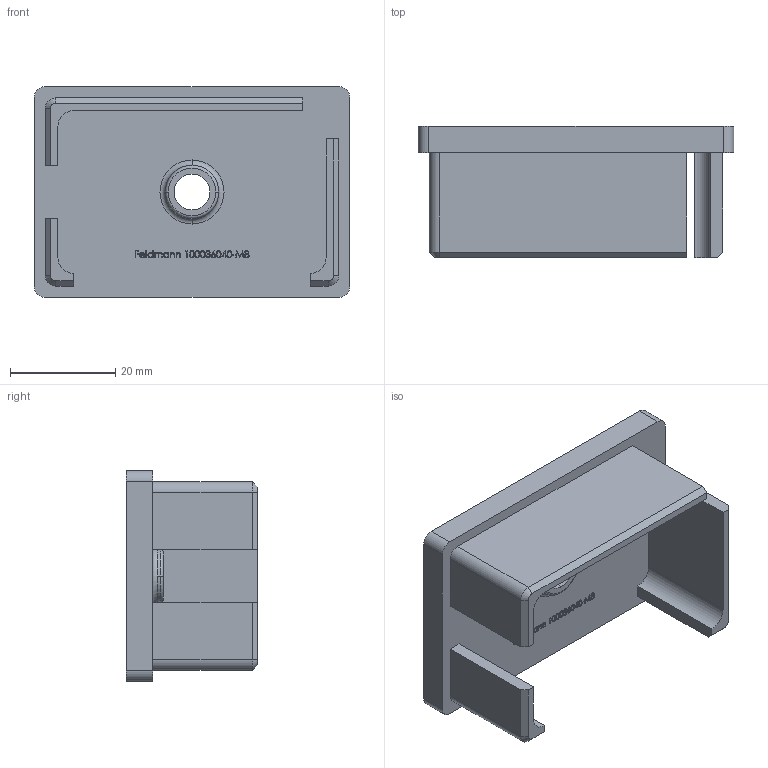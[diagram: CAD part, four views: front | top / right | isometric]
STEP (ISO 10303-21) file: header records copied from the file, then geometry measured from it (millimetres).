
FILE_DESCRIPTION (( 'STEP AP203' ), '1' );
FILE_NAME ('100036040-M8.step', '2018-12-19T09:25:05', ( '' ), ( '' ), 'SwSTEP 2.0', 'SolidWorks 2015', '' );
FILE_SCHEMA (( 'CONFIG_CONTROL_DESIGN' ));
Length unit declared in the file: millimetre
Products named in the file (1): 100036040-M8
Bounding box: 60 x 25 x 40 mm (x, y, z)
Volume: 17000.2 mm3; surface area: 10241.8 mm2
Topology: 1 solids, 1 shells, 316 faces, 824 edges, 546 vertices
Faces by surface type: plane 160, bspline 133, cylinder 12, cone 7, torus 4
Entity records: 17626 total; most frequent: CARTESIAN_POINT 10652, ORIENTED_EDGE 1648, DIRECTION 969, EDGE_CURVE 824, VERTEX_POINT 546, VECTOR 515, LINE 515, EDGE_LOOP 354
